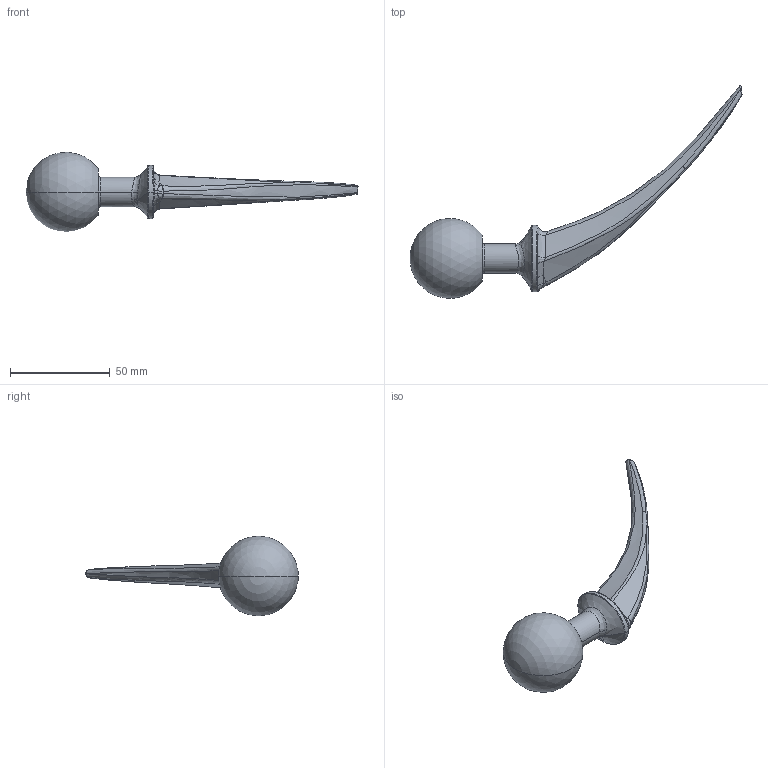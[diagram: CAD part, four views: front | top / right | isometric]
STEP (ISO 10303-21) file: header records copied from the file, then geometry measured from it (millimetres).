
FILE_DESCRIPTION((''),'2;1');
FILE_NAME('PROTESIS_ASM','2012-02-22T',('mundofr'),(''),'PRO/ENGINEER BY PARAMETRIC TECHNOLOGY CORPORATION, 2010480','PRO/ENGINEER BY PARAMETRIC TECHNOLOGY CORPORATION, 2010480','');
FILE_SCHEMA(('CONFIG_CONTROL_DESIGN'));
Length unit declared in the file: millimetre
Products named in the file (3): PROTESIS_BOLA; PROTESIS_CAST; PROTESIS_ASM
Assembly tree (2 placements, depth 2):
  PROTESIS_ASM
    PROTESIS_BOLA
    PROTESIS_CAST
Bounding box: 166.38 x 106.49 x 39.98 mm (x, y, z)
Volume: 56283 mm3; surface area: 12395.4 mm2
Topology: 2 solids, 2 shells, 88 faces, 197 edges, 112 vertices
Faces by surface type: bspline 72, plane 6, sphere 4, extrusion 2, cylinder 2, torus 2
Entity records: 7555 total; most frequent: CARTESIAN_POINT 6016, ORIENTED_EDGE 390, EDGE_CURVE 195, DIRECTION 177, B_SPLINE_CURVE_WITH_KNOTS 125, VERTEX_POINT 112, EDGE_LOOP 89, FACE_OUTER_BOUND 88
